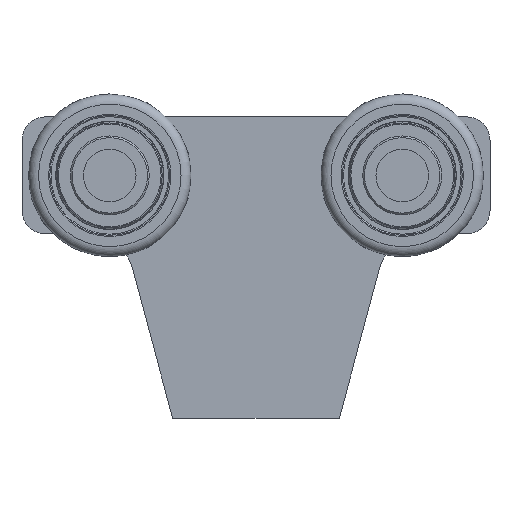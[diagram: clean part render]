
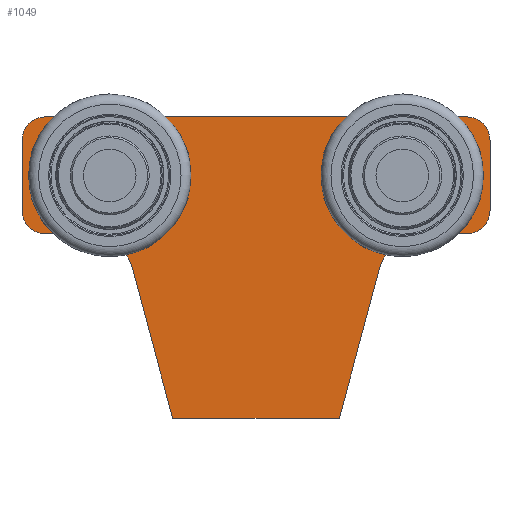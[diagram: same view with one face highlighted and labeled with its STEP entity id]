
A CAD part, front view. The second image highlights one B-rep face of the part: STEP entity #1049.
In plain terms, the highlighted face is planar.
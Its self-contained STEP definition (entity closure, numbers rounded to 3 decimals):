
#1049=ADVANCED_FACE('',(#1971,#1972,#1973),#1974,.F.);
#1971=FACE_OUTER_BOUND('',#3143,.T.);
#1972=FACE_BOUND('',#3144,.T.);
#1973=FACE_BOUND('',#3145,.T.);
#1974=PLANE('',#3146);
#3143=EDGE_LOOP('',(#4494,#4495,#4496,#4497,#4498,#4499,#4500,#4501,#4502,#4503,#4504,#4505,#4506,#4507));
#3144=EDGE_LOOP('',(#4508));
#3145=EDGE_LOOP('',(#4509));
#3146=AXIS2_PLACEMENT_3D('',#4510,#4511,#4512);
#4494=ORIENTED_EDGE('',*,*,#5829,.F.);
#4495=ORIENTED_EDGE('',*,*,#5830,.F.);
#4496=ORIENTED_EDGE('',*,*,#5739,.F.);
#4497=ORIENTED_EDGE('',*,*,#5831,.F.);
#4498=ORIENTED_EDGE('',*,*,#5794,.F.);
#4499=ORIENTED_EDGE('',*,*,#5832,.F.);
#4500=ORIENTED_EDGE('',*,*,#5833,.F.);
#4501=ORIENTED_EDGE('',*,*,#5834,.F.);
#4502=ORIENTED_EDGE('',*,*,#5835,.F.);
#4503=ORIENTED_EDGE('',*,*,#5836,.F.);
#4504=ORIENTED_EDGE('',*,*,#5837,.F.);
#4505=ORIENTED_EDGE('',*,*,#5838,.F.);
#4506=ORIENTED_EDGE('',*,*,#5839,.F.);
#4507=ORIENTED_EDGE('',*,*,#5840,.F.);
#4508=ORIENTED_EDGE('',*,*,#5841,.F.);
#4509=ORIENTED_EDGE('',*,*,#5842,.F.);
#4510=CARTESIAN_POINT('',(-3980.214,12876.418,147.21));
#4511=DIRECTION('',(0.,-1.,0.));
#4512=DIRECTION('',(0.,0.,-1.));
#5739=EDGE_CURVE('',#6495,#6496,#6497,.T.);
#5794=EDGE_CURVE('',#6582,#6583,#6584,.T.);
#5829=EDGE_CURVE('',#6636,#6637,#6638,.T.);
#5830=EDGE_CURVE('',#6496,#6636,#6639,.T.);
#5831=EDGE_CURVE('',#6583,#6495,#6640,.T.);
#5832=EDGE_CURVE('',#6641,#6582,#6642,.T.);
#5833=EDGE_CURVE('',#6643,#6641,#6644,.T.);
#5834=EDGE_CURVE('',#6645,#6643,#6646,.T.);
#5835=EDGE_CURVE('',#6647,#6645,#6648,.T.);
#5836=EDGE_CURVE('',#6649,#6647,#6650,.T.);
#5837=EDGE_CURVE('',#6651,#6649,#6652,.T.);
#5838=EDGE_CURVE('',#6653,#6651,#6654,.T.);
#5839=EDGE_CURVE('',#6655,#6653,#6656,.T.);
#5840=EDGE_CURVE('',#6637,#6655,#6657,.T.);
#5841=EDGE_CURVE('',#6658,#6658,#6659,.T.);
#5842=EDGE_CURVE('',#6660,#6660,#6661,.T.);
#6495=VERTEX_POINT('',#9971);
#6496=VERTEX_POINT('',#9972);
#6497=LINE('',#9973,#9974);
#6582=VERTEX_POINT('',#10793);
#6583=VERTEX_POINT('',#10794);
#6584=LINE('',#10795,#10796);
#6636=VERTEX_POINT('',#11387);
#6637=VERTEX_POINT('',#11388);
#6638=LINE('',#11389,#11390);
#6639=CIRCLE('',#11391,8.);
#6640=LINE('',#11392,#11393);
#6641=VERTEX_POINT('',#11394);
#6642=CIRCLE('',#11395,8.);
#6643=VERTEX_POINT('',#11396);
#6644=LINE('',#11397,#11398);
#6645=VERTEX_POINT('',#11399);
#6646=CIRCLE('',#11400,4.);
#6647=VERTEX_POINT('',#11401);
#6648=LINE('',#11402,#11403);
#6649=VERTEX_POINT('',#11404);
#6650=CIRCLE('',#11405,4.);
#6651=VERTEX_POINT('',#11406);
#6652=LINE('',#11407,#11408);
#6653=VERTEX_POINT('',#11409);
#6654=CIRCLE('',#11410,4.);
#6655=VERTEX_POINT('',#11411);
#6656=LINE('',#11412,#11413);
#6657=CIRCLE('',#11414,4.);
#6658=VERTEX_POINT('',#11415);
#6659=CIRCLE('',#11416,3.6);
#6660=VERTEX_POINT('',#11417);
#6661=CIRCLE('',#11418,3.6);
#9971=CARTESIAN_POINT('',(-3966.016,12876.418,114.123));
#9972=CARTESIAN_POINT('',(-3959.164,12876.418,139.693));
#9973=CARTESIAN_POINT('',(-3966.016,12876.418,114.123));
#9974=VECTOR('',#14179,1.);
#10793=CARTESIAN_POINT('',(-4001.368,12876.418,139.693));
#10794=CARTESIAN_POINT('',(-3994.516,12876.418,114.123));
#10795=CARTESIAN_POINT('',(-4001.368,12876.418,139.693));
#10796=VECTOR('',#14248,1.);
#11387=CARTESIAN_POINT('',(-3951.437,12876.418,145.623));
#11388=CARTESIAN_POINT('',(-3944.266,12876.418,145.623));
#11389=CARTESIAN_POINT('',(-3980.214,12876.418,145.623));
#11390=VECTOR('',#14284,1.);
#11391=AXIS2_PLACEMENT_3D('',#14285,#14286,#14287);
#11392=CARTESIAN_POINT('',(-3980.214,12876.418,114.123));
#11393=VECTOR('',#14288,1.);
#11394=CARTESIAN_POINT('',(-4009.095,12876.418,145.623));
#11395=AXIS2_PLACEMENT_3D('',#14289,#14290,#14291);
#11396=CARTESIAN_POINT('',(-4016.266,12876.418,145.623));
#11397=CARTESIAN_POINT('',(-3980.214,12876.418,145.623));
#11398=VECTOR('',#14292,1.);
#11399=CARTESIAN_POINT('',(-4020.266,12876.418,149.623));
#11400=AXIS2_PLACEMENT_3D('',#14293,#14294,#14295);
#11401=CARTESIAN_POINT('',(-4020.266,12876.418,161.623));
#11402=CARTESIAN_POINT('',(-4020.266,12876.418,147.21));
#11403=VECTOR('',#14296,1.);
#11404=CARTESIAN_POINT('',(-4016.266,12876.418,165.623));
#11405=AXIS2_PLACEMENT_3D('',#14297,#14298,#14299);
#11406=CARTESIAN_POINT('',(-3944.266,12876.418,165.623));
#11407=CARTESIAN_POINT('',(-3980.214,12876.418,165.623));
#11408=VECTOR('',#14300,1.);
#11409=CARTESIAN_POINT('',(-3940.266,12876.418,161.623));
#11410=AXIS2_PLACEMENT_3D('',#14301,#14302,#14303);
#11411=CARTESIAN_POINT('',(-3940.266,12876.418,149.623));
#11412=CARTESIAN_POINT('',(-3940.266,12876.418,147.21));
#11413=VECTOR('',#14304,1.);
#11414=AXIS2_PLACEMENT_3D('',#14305,#14306,#14307);
#11415=CARTESIAN_POINT('',(-3955.266,12876.418,152.023));
#11416=AXIS2_PLACEMENT_3D('',#14308,#14309,#14310);
#11417=CARTESIAN_POINT('',(-4005.266,12876.418,152.023));
#11418=AXIS2_PLACEMENT_3D('',#14311,#14312,#14313);
#14179=DIRECTION('',(0.259,0.,0.966));
#14248=DIRECTION('',(0.259,0.,-0.966));
#14284=DIRECTION('',(1.,0.,0.));
#14285=CARTESIAN_POINT('',(-3951.437,12876.418,137.623));
#14286=DIRECTION('',(0.,1.,0.));
#14287=DIRECTION('',(0.,0.,-1.));
#14288=DIRECTION('',(1.,0.,0.));
#14289=CARTESIAN_POINT('',(-4009.095,12876.418,137.623));
#14290=DIRECTION('',(0.,1.,0.));
#14291=DIRECTION('',(0.,0.,-1.));
#14292=DIRECTION('',(1.,0.,0.));
#14293=CARTESIAN_POINT('',(-4016.266,12876.418,149.623));
#14294=DIRECTION('',(0.,-1.,0.));
#14295=DIRECTION('',(0.,0.,-1.));
#14296=DIRECTION('',(0.,0.,-1.));
#14297=CARTESIAN_POINT('',(-4016.266,12876.418,161.623));
#14298=DIRECTION('',(0.,-1.,0.));
#14299=DIRECTION('',(0.,0.,-1.));
#14300=DIRECTION('',(-1.,0.,0.));
#14301=CARTESIAN_POINT('',(-3944.266,12876.418,161.623));
#14302=DIRECTION('',(0.,-1.,0.));
#14303=DIRECTION('',(0.,0.,-1.));
#14304=DIRECTION('',(0.,0.,1.));
#14305=CARTESIAN_POINT('',(-3944.266,12876.418,149.623));
#14306=DIRECTION('',(0.,-1.,0.));
#14307=DIRECTION('',(0.,0.,-1.));
#14308=CARTESIAN_POINT('',(-3955.266,12876.418,155.623));
#14309=DIRECTION('',(0.,1.,0.));
#14310=DIRECTION('',(0.,0.,-1.));
#14311=CARTESIAN_POINT('',(-4005.266,12876.418,155.623));
#14312=DIRECTION('',(0.,1.,0.));
#14313=DIRECTION('',(0.,0.,-1.));
